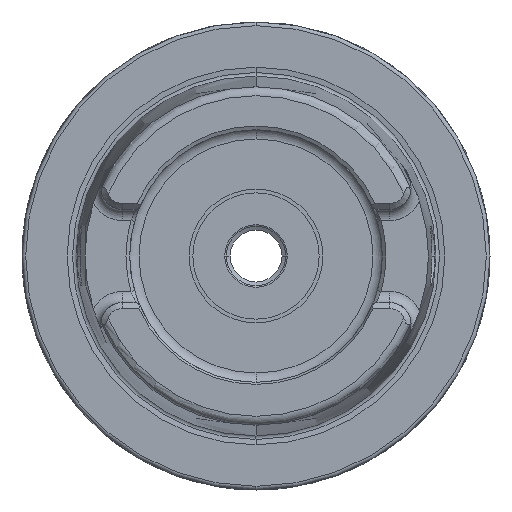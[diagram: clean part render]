
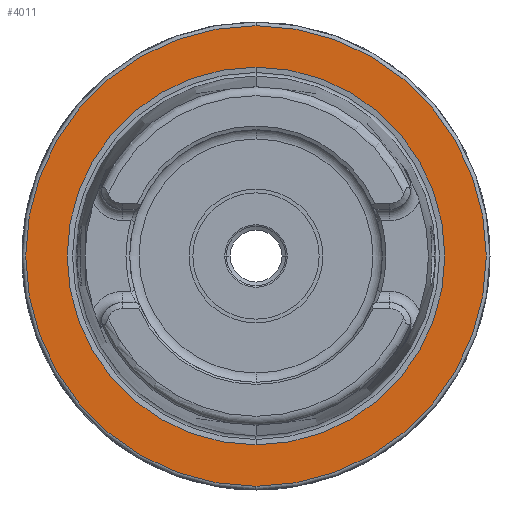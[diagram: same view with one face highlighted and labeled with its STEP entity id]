
A CAD part, left-side view. The second image highlights one B-rep face of the part: STEP entity #4011.
In plain terms, the highlighted planar face has unit normal (-1, 0, 0).
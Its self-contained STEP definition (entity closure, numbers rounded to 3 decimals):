
#1011=CARTESIAN_POINT('',(0.,0.,0.));
#1012=DIRECTION('',(1.,0.,0.));
#1013=DIRECTION('',(0.,0.,-1.));
#1014=AXIS2_PLACEMENT_3D('',#1011,#1012,#1013);
#1016=CARTESIAN_POINT('',(0.,0.,0.));
#1017=DIRECTION('',(1.,0.,0.));
#1018=DIRECTION('',(0.,0.,1.));
#1019=AXIS2_PLACEMENT_3D('',#1016,#1017,#1018);
#1021=CARTESIAN_POINT('',(0.,0.,0.));
#1022=DIRECTION('',(-1.,0.,0.));
#1023=DIRECTION('',(0.,0.,1.));
#1024=AXIS2_PLACEMENT_3D('',#1021,#1022,#1023);
#1026=CARTESIAN_POINT('',(0.,0.,0.));
#1027=DIRECTION('',(-1.,0.,0.));
#1028=DIRECTION('',(0.,0.,-1.));
#1029=AXIS2_PLACEMENT_3D('',#1026,#1027,#1028);
#2591=CARTESIAN_POINT('',(0.,0.,-25.42));
#2592=CARTESIAN_POINT('',(0.,0.,25.42));
#2593=VERTEX_POINT('',#2591);
#2594=VERTEX_POINT('',#2592);
#2920=CARTESIAN_POINT('',(0.,0.,31.));
#2921=CARTESIAN_POINT('',(0.,0.,-31.));
#2922=VERTEX_POINT('',#2920);
#2923=VERTEX_POINT('',#2921);
#3995=CARTESIAN_POINT('',(0.,0.,0.));
#3996=DIRECTION('',(1.,0.,0.));
#3997=DIRECTION('',(0.,0.,1.));
#3998=AXIS2_PLACEMENT_3D('',#3995,#3996,#3997);
#3999=PLANE('',#3998);
#4000=ORIENTED_EDGE('',*,*,#3985,.F.);
#4002=ORIENTED_EDGE('',*,*,#4001,.F.);
#4003=EDGE_LOOP('',(#4000,#4002));
#4004=FACE_OUTER_BOUND('',#4003,.F.);
#4006=ORIENTED_EDGE('',*,*,#4005,.F.);
#4008=ORIENTED_EDGE('',*,*,#4007,.F.);
#4009=EDGE_LOOP('',(#4006,#4008));
#4010=FACE_BOUND('',#4009,.F.);
#4011=ADVANCED_FACE('',(#4004,#4010),#3999,.F.);
#1015=CIRCLE('',#1014,25.42);
#1020=CIRCLE('',#1019,25.42);
#1025=CIRCLE('',#1024,31.);
#1030=CIRCLE('',#1029,31.);
#3985=EDGE_CURVE('',#2922,#2923,#1025,.T.);
#4001=EDGE_CURVE('',#2923,#2922,#1030,.T.);
#4005=EDGE_CURVE('',#2593,#2594,#1015,.T.);
#4007=EDGE_CURVE('',#2594,#2593,#1020,.T.);
